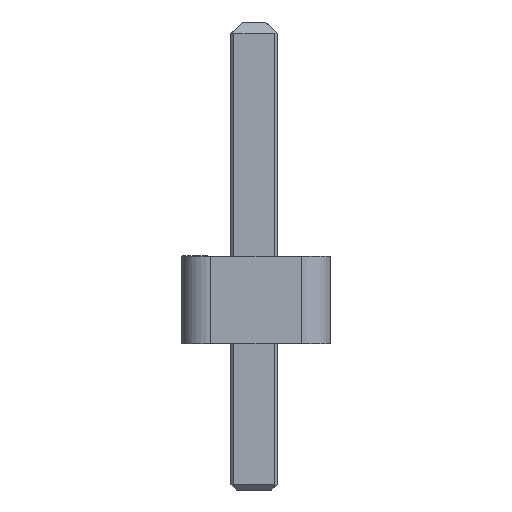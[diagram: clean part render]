
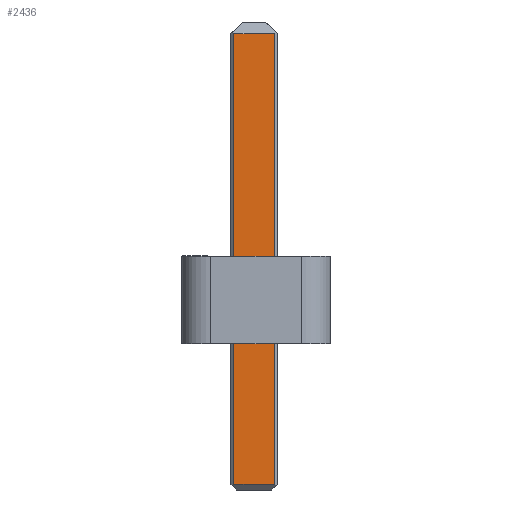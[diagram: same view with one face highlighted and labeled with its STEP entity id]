
A CAD part, left-side view. The second image highlights one B-rep face of the part: STEP entity #2436.
In plain terms, the highlighted planar face has unit normal (-1, 0, 0).
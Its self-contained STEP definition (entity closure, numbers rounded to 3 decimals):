
#212=FACE_OUTER_BOUND('',#348,.T.);
#348=EDGE_LOOP('',(#2169,#2170,#2171,#2172));
#610=LINE('',#3867,#914);
#638=LINE('',#3922,#942);
#644=LINE('',#3935,#948);
#650=LINE('',#3946,#954);
#914=VECTOR('',#3183,10.);
#942=VECTOR('',#3225,10.);
#948=VECTOR('',#3237,10.);
#954=VECTOR('',#3247,10.);
#1154=VERTEX_POINT('',#3864);
#1155=VERTEX_POINT('',#3866);
#1175=VERTEX_POINT('',#3920);
#1179=VERTEX_POINT('',#3934);
#1474=EDGE_CURVE('',#1154,#1155,#610,.T.);
#1502=EDGE_CURVE('',#1175,#1154,#638,.T.);
#1508=EDGE_CURVE('',#1155,#1179,#644,.T.);
#1514=EDGE_CURVE('',#1179,#1175,#650,.T.);
#2169=ORIENTED_EDGE('',*,*,#1474,.F.);
#2170=ORIENTED_EDGE('',*,*,#1502,.F.);
#2171=ORIENTED_EDGE('',*,*,#1514,.F.);
#2172=ORIENTED_EDGE('',*,*,#1508,.F.);
#2304=PLANE('',#2622);
#2436=ADVANCED_FACE('',(#212),#2304,.T.);
#2622=AXIS2_PLACEMENT_3D('',#3950,#3250,#3251);
#3183=DIRECTION('',(0.,1.,0.));
#3225=DIRECTION('',(0.,0.,-1.));
#3237=DIRECTION('',(0.,0.,1.));
#3247=DIRECTION('',(0.,-1.,0.));
#3250=DIRECTION('center_axis',(-1.,0.,0.));
#3251=DIRECTION('ref_axis',(0.,0.,1.));
#3864=CARTESIAN_POINT('',(-4.18,-0.32,-2.4));
#3866=CARTESIAN_POINT('',(-4.18,0.38,-2.4));
#3867=CARTESIAN_POINT('',(-4.18,-0.32,-2.4));
#3920=CARTESIAN_POINT('',(-4.18,-0.32,5.3));
#3922=CARTESIAN_POINT('',(-4.18,-0.32,5.3));
#3934=CARTESIAN_POINT('',(-4.18,0.38,5.3));
#3935=CARTESIAN_POINT('',(-4.18,0.38,-2.4));
#3946=CARTESIAN_POINT('',(-4.18,0.38,5.3));
#3950=CARTESIAN_POINT('Origin',(-4.18,0.03,-2.41));
